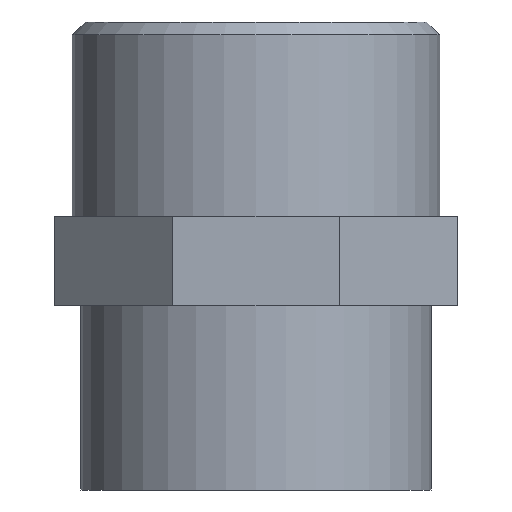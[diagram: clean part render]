
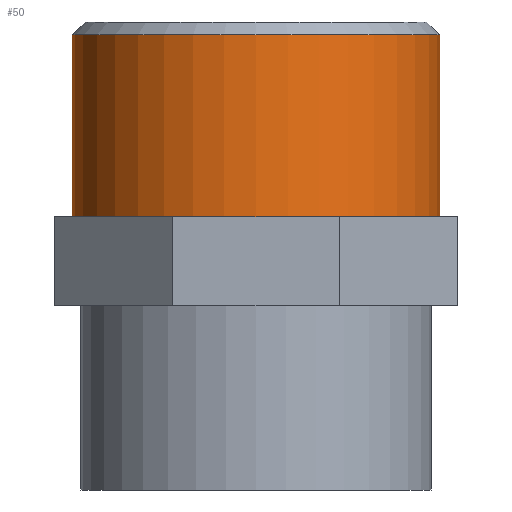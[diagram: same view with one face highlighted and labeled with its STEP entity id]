
A CAD part, front view. The second image highlights one B-rep face of the part: STEP entity #50.
In plain terms, the highlighted cylindrical face has radius 20.955 mm (diameter 41.91 mm), a partial arc.
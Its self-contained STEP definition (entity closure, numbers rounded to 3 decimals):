
#50=ADVANCED_FACE('',(#115),#116,.T.);
#115=FACE_OUTER_BOUND('',#197,.T.);
#116=CYLINDRICAL_SURFACE('',#198,20.955);
#197=EDGE_LOOP('',(#278,#279,#280,#281));
#198=AXIS2_PLACEMENT_3D('',#282,#283,#284);
#278=ORIENTED_EDGE('',*,*,#472,.F.);
#279=ORIENTED_EDGE('',*,*,#473,.F.);
#280=ORIENTED_EDGE('',*,*,#474,.F.);
#281=ORIENTED_EDGE('',*,*,#475,.F.);
#282=CARTESIAN_POINT('',(0.0,0.0,41.56));
#283=DIRECTION('',(0.0,0.0,1.0));
#284=DIRECTION('',(-1.0,0.0,0.0));
#472=EDGE_CURVE('',#552,#553,#554,.T.);
#473=EDGE_CURVE('',#555,#552,#556,.T.);
#474=EDGE_CURVE('',#557,#555,#558,.T.);
#475=EDGE_CURVE('',#553,#557,#559,.T.);
#552=VERTEX_POINT('',#664);
#553=VERTEX_POINT('',#665);
#554=LINE('',#666,#667);
#555=VERTEX_POINT('',#668);
#556=CIRCLE('',#669,20.955);
#557=VERTEX_POINT('',#670);
#558=LINE('',#671,#672);
#559=CIRCLE('',#673,20.955);
#664=CARTESIAN_POINT('',(-20.955,0.0,31.2));
#665=CARTESIAN_POINT('',(-20.955,0.0,51.92));
#666=CARTESIAN_POINT('',(-20.955,0.,41.56));
#667=VECTOR('',#804,1.0);
#668=CARTESIAN_POINT('',(20.955,0.,31.2));
#669=AXIS2_PLACEMENT_3D('',#805,#806,#807);
#670=CARTESIAN_POINT('',(20.955,0.,51.92));
#671=CARTESIAN_POINT('',(20.955,0.,41.56));
#672=VECTOR('',#808,1.0);
#673=AXIS2_PLACEMENT_3D('',#809,#810,#811);
#804=DIRECTION('',(0.0,0.0,1.0));
#805=CARTESIAN_POINT('',(0.0,0.0,31.2));
#806=DIRECTION('',(-0.0,0.0,-1.0));
#807=DIRECTION('',(-1.0,0.0,0.0));
#808=DIRECTION('',(-0.0,-0.0,-1.0));
#809=CARTESIAN_POINT('',(0.0,0.0,51.92));
#810=DIRECTION('',(0.0,0.0,1.0));
#811=DIRECTION('',(-1.0,0.0,0.0));
